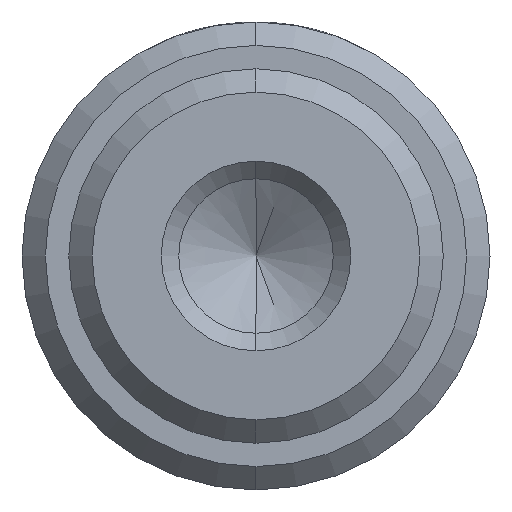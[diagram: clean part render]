
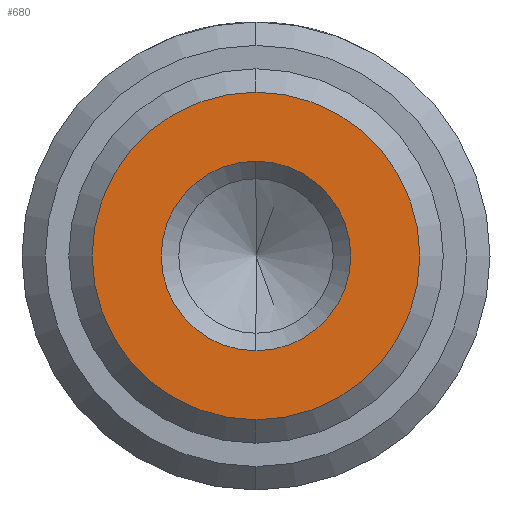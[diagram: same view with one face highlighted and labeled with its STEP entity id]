
A CAD part, left-side view. The second image highlights one B-rep face of the part: STEP entity #680.
In plain terms, the highlighted planar face has unit normal (-1, 0, 0).
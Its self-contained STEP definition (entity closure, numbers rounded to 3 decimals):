
#55 = CARTESIAN_POINT ( 'NONE',  ( -25., 0., -3.5 ) ) ;
#59 = VERTEX_POINT ( 'NONE', #423 ) ;
#98 = DIRECTION ( 'NONE',  ( -1., 0., 0. ) ) ;
#112 = EDGE_CURVE ( 'NONE', #59, #890, #330, .T. ) ;
#188 = DIRECTION ( 'NONE',  ( 0., 0., 1. ) ) ;
#229 = AXIS2_PLACEMENT_3D ( 'NONE', #717, #373, #514 ) ;
#307 = AXIS2_PLACEMENT_3D ( 'NONE', #850, #427, #188 ) ;
#317 = CIRCLE ( 'NONE', #307, 3.5 ) ;
#323 = AXIS2_PLACEMENT_3D ( 'NONE', #808, #579, #459 ) ;
#330 = CIRCLE ( 'NONE', #229, 2.025 ) ;
#354 = AXIS2_PLACEMENT_3D ( 'NONE', #571, #791, #868 ) ;
#373 = DIRECTION ( 'NONE',  ( -1., 0., 0. ) ) ;
#423 = CARTESIAN_POINT ( 'NONE',  ( -25., 0., 2.025 ) ) ;
#427 = DIRECTION ( 'NONE',  ( -1., 0., 0. ) ) ;
#435 = EDGE_CURVE ( 'NONE', #659, #609, #743, .T. ) ;
#450 = EDGE_CURVE ( 'NONE', #609, #659, #317, .T. ) ;
#454 = FACE_OUTER_BOUND ( 'NONE', #866, .T. ) ;
#459 = DIRECTION ( 'NONE',  ( 0., 0., -1. ) ) ;
#474 = CARTESIAN_POINT ( 'NONE',  ( -25., 0., 0. ) ) ;
#514 = DIRECTION ( 'NONE',  ( 0., 0., 1. ) ) ;
#547 = FACE_BOUND ( 'NONE', #886, .T. ) ;
#571 = CARTESIAN_POINT ( 'NONE',  ( -25., 0., 0. ) ) ;
#579 = DIRECTION ( 'NONE',  ( -1., 0., 0. ) ) ;
#609 = VERTEX_POINT ( 'NONE', #719 ) ;
#635 = AXIS2_PLACEMENT_3D ( 'NONE', #474, #98, #904 ) ;
#642 = EDGE_CURVE ( 'NONE', #890, #59, #763, .T. ) ;
#648 = ORIENTED_EDGE ( 'NONE', *, *, #435, .T. ) ;
#659 = VERTEX_POINT ( 'NONE', #55 ) ;
#677 = CARTESIAN_POINT ( 'NONE',  ( -25., 0., -2.025 ) ) ;
#680 = ADVANCED_FACE ( 'NONE', ( #547, #454 ), #802, .T. ) ;
#681 = ORIENTED_EDGE ( 'NONE', *, *, #112, .F. ) ;
#717 = CARTESIAN_POINT ( 'NONE',  ( -25., 0., 0. ) ) ;
#719 = CARTESIAN_POINT ( 'NONE',  ( -25., 0., 3.5 ) ) ;
#743 = CIRCLE ( 'NONE', #635, 3.5 ) ;
#763 = CIRCLE ( 'NONE', #354, 2.025 ) ;
#780 = ORIENTED_EDGE ( 'NONE', *, *, #642, .F. ) ;
#791 = DIRECTION ( 'NONE',  ( -1., 0., 0. ) ) ;
#802 = PLANE ( 'NONE',  #323 ) ;
#808 = CARTESIAN_POINT ( 'NONE',  ( -25., 0., 0. ) ) ;
#850 = CARTESIAN_POINT ( 'NONE',  ( -25., 0., 0. ) ) ;
#866 = EDGE_LOOP ( 'NONE', ( #648, #874 ) ) ;
#868 = DIRECTION ( 'NONE',  ( 0., 0., 1. ) ) ;
#874 = ORIENTED_EDGE ( 'NONE', *, *, #450, .T. ) ;
#886 = EDGE_LOOP ( 'NONE', ( #681, #780 ) ) ;
#890 = VERTEX_POINT ( 'NONE', #677 ) ;
#904 = DIRECTION ( 'NONE',  ( 0., 0., 1. ) ) ;
